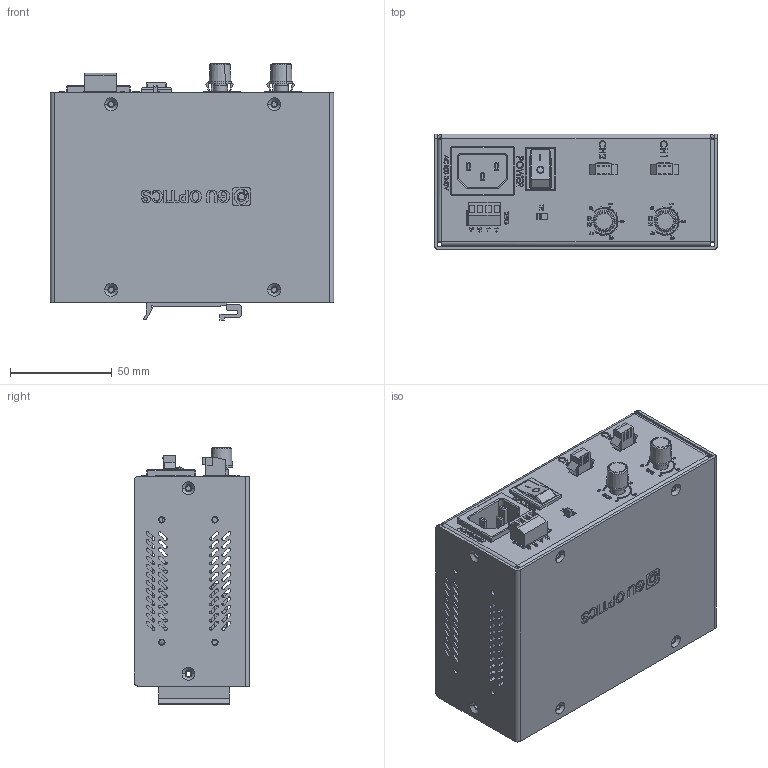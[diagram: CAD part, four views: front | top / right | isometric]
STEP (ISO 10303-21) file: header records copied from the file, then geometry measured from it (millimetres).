
FILE_DESCRIPTION (( 'STEP AP214' ), '1' );
FILE_NAME ('661403.STEP', '2019-04-04T03:35:25', ( 'user' ), ( '微软中国' ), 'SwSTEP 2.0', 'SolidWorks 2016', '' );
FILE_SCHEMA (( 'AUTOMOTIVE_DESIGN' ));
Length unit declared in the file: millimetre
Products named in the file (1): 661403
Bounding box: 139 x 56.5 x 126 mm (x, y, z)
Volume: 174856.1 mm3; surface area: 187072.7 mm2
Topology: 97 solids, 97 shells, 3349 faces, 8992 edges, 5925 vertices
Faces by surface type: plane 2054, cylinder 828, bspline 395, cone 72
Entity records: 162194 total; most frequent: CARTESIAN_POINT 42076, ORIENTED_EDGE 17968, DIRECTION 15828, EDGE_CURVE 8984, LINE 6482, VECTOR 6482, VERTEX_POINT 5925, AXIS2_PLACEMENT_3D 4673
